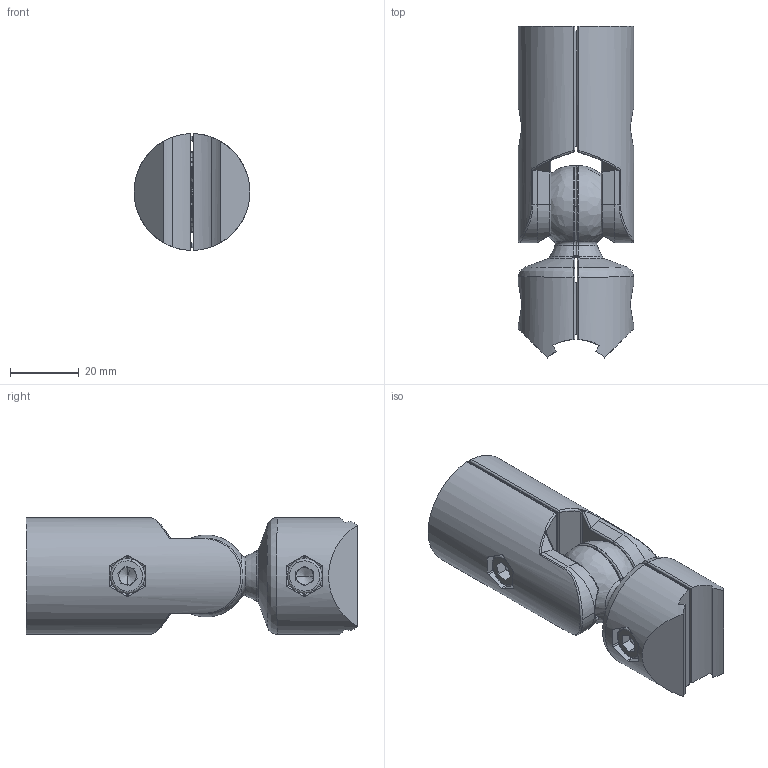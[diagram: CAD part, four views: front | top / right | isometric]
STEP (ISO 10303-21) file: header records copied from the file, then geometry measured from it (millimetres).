
FILE_DESCRIPTION (( 'STEP AP214' ), '1' );
FILE_NAME ('6951080', '2019-02-04T08:17:22', ( '' ), ('JUGARD+KÜNSTNER GmbH'), 'SwSTEP 2.0', 'SolidWorks 2017', '' );
FILE_SCHEMA (( 'AUTOMOTIVE_DESIGN' ));
Length unit declared in the file: millimetre
Products named in the file (3): Kopie von Lang^6951080; Kopie von Kurz^6951080; 6951080_CNAJF00
Assembly tree (2 placements, depth 2):
  6951080_CNAJF00
    Kopie von Lang^6951080
    Kopie von Kurz^6951080
Bounding box: 33.65 x 96.5 x 33.94 mm (x, y, z)
Volume: 46834.5 mm3; surface area: 26049.9 mm2
Topology: 2 solids, 2 shells, 1452 faces, 3609 edges, 2147 vertices
Faces by surface type: bspline 714, cylinder 416, plane 232, cone 90
Entity records: 78228 total; most frequent: CARTESIAN_POINT 33254, ORIENTED_EDGE 7114, DIRECTION 4792, EDGE_CURVE 3557, VERTEX_POINT 2147, AXIS2_PLACEMENT_3D 1968, EDGE_LOOP 1498, UNCERTAINTY_MEASURE_WITH_UNIT 1459
